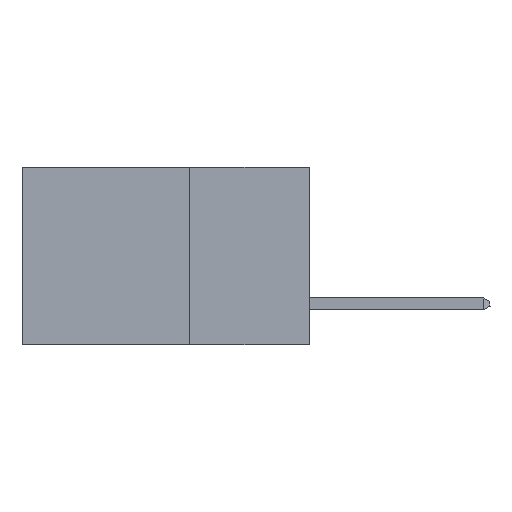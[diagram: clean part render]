
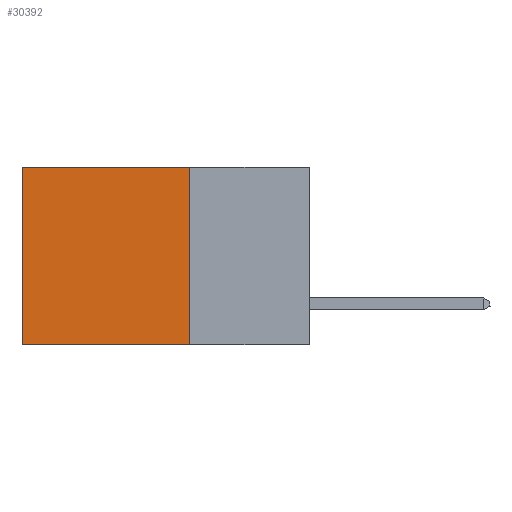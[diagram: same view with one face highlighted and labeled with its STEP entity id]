
A CAD part, left-side view. The second image highlights one B-rep face of the part: STEP entity #30392.
In plain terms, the highlighted planar face has unit normal (-1, 0, 0).
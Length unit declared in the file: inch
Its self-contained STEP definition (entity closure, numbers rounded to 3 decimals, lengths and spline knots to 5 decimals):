
#548 = VECTOR ( 'NONE', #26062, 39.37008 ) ;
#2526 = FACE_OUTER_BOUND ( 'NONE', #29845, .T. ) ;
#5229 = EDGE_CURVE ( 'NONE', #7580, #11429, #19566, .T. ) ;
#5626 = PLANE ( 'NONE',  #24873 ) ;
#5732 = CARTESIAN_POINT ( 'NONE',  ( 0.2875, 0.25, 0. ) ) ;
#7580 = VERTEX_POINT ( 'NONE', #20515 ) ;
#7734 = ORIENTED_EDGE ( 'NONE', *, *, #24924, .T. ) ;
#8186 = VECTOR ( 'NONE', #32114, 39.37008 ) ;
#9930 = VERTEX_POINT ( 'NONE', #18159 ) ;
#10095 = ORIENTED_EDGE ( 'NONE', *, *, #28668, .T. ) ;
#11110 = LINE ( 'NONE', #12401, #30564 ) ;
#11429 = VERTEX_POINT ( 'NONE', #12224 ) ;
#12224 = CARTESIAN_POINT ( 'NONE',  ( 0.2875, 0.25, -0.37 ) ) ;
#12401 = CARTESIAN_POINT ( 'NONE',  ( 0.2875, 0.6, 0. ) ) ;
#12965 = ORIENTED_EDGE ( 'NONE', *, *, #5229, .F. ) ;
#13962 = VECTOR ( 'NONE', #23598, 39.37008 ) ;
#14940 = LINE ( 'NONE', #16632, #8186 ) ;
#16632 = CARTESIAN_POINT ( 'NONE',  ( 0.2875, 0.25, -0.37 ) ) ;
#17232 = LINE ( 'NONE', #26180, #548 ) ;
#17754 = DIRECTION ( 'NONE',  ( 0., 0., -1. ) ) ;
#18159 = CARTESIAN_POINT ( 'NONE',  ( 0.2875, 0.6, 0. ) ) ;
#18862 = EDGE_CURVE ( 'NONE', #11429, #31735, #14940, .T. ) ;
#18955 = CARTESIAN_POINT ( 'NONE',  ( 0.2875, 0.6, -0.37 ) ) ;
#19566 = LINE ( 'NONE', #24135, #13962 ) ;
#20515 = CARTESIAN_POINT ( 'NONE',  ( 0.2875, 0.25, 0. ) ) ;
#23598 = DIRECTION ( 'NONE',  ( 0., 0., -1. ) ) ;
#24135 = CARTESIAN_POINT ( 'NONE',  ( 0.2875, 0.25, 0. ) ) ;
#24873 = AXIS2_PLACEMENT_3D ( 'NONE', #5732, #30808, #26046 ) ;
#24924 = EDGE_CURVE ( 'NONE', #9930, #31735, #11110, .T. ) ;
#26046 = DIRECTION ( 'NONE',  ( 0., 0., -1. ) ) ;
#26062 = DIRECTION ( 'NONE',  ( 0., 1., 0. ) ) ;
#26180 = CARTESIAN_POINT ( 'NONE',  ( 0.2875, 0.25, 0. ) ) ;
#28668 = EDGE_CURVE ( 'NONE', #7580, #9930, #17232, .T. ) ;
#29753 = ORIENTED_EDGE ( 'NONE', *, *, #18862, .F. ) ;
#29845 = EDGE_LOOP ( 'NONE', ( #7734, #29753, #12965, #10095 ) ) ;
#30392 = ADVANCED_FACE ( 'NONE', ( #2526 ), #5626, .F. ) ;
#30564 = VECTOR ( 'NONE', #17754, 39.37008 ) ;
#30808 = DIRECTION ( 'NONE',  ( 1., 0., 0. ) ) ;
#31735 = VERTEX_POINT ( 'NONE', #18955 ) ;
#32114 = DIRECTION ( 'NONE',  ( 0., 1., 0. ) ) ;
